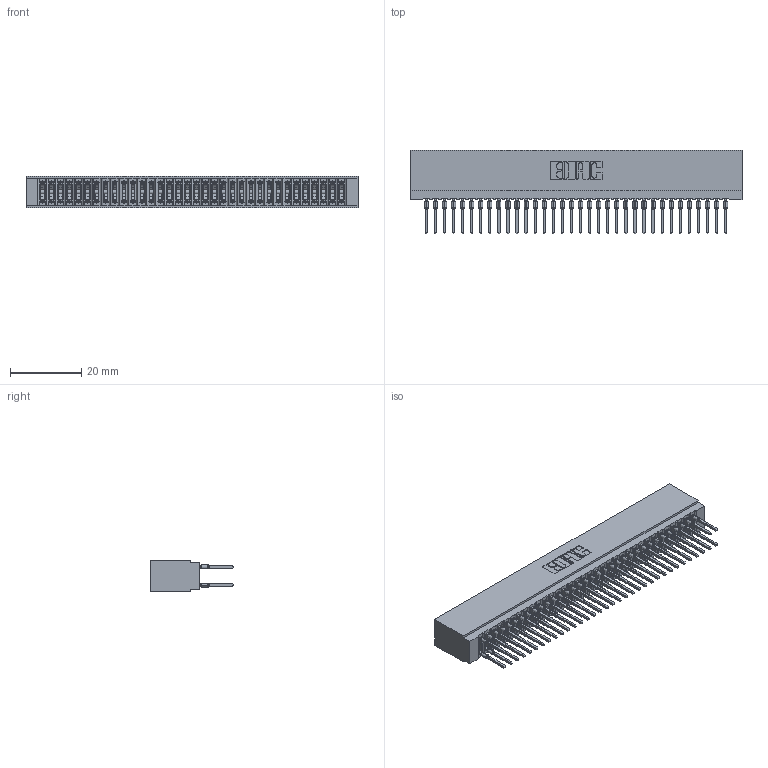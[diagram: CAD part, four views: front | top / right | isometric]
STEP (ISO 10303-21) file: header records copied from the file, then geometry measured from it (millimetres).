
FILE_DESCRIPTION (( 'STEP AP203' ), '1' );
FILE_NAME ('725-068-522-201.STEP', '2026-02-24T18:30:12', ( '' ), ( '' ), 'SwSTEP 2.0', 'SolidWorks 2023', '' );
FILE_SCHEMA (( 'CONFIG_CONTROL_DESIGN' ));
Length unit declared in the file: millimetre
Products named in the file (3): 745-292-001_522; 725-068-522-201; 725 Part_Insulator Option - 01
Assembly tree (69 placements, depth 2):
  725-068-522-201
    725 Part_Insulator Option - 01
    745-292-001_522  x68
Bounding box: 92.96 x 23.51 x 8.89 mm (x, y, z)
Volume: 7484.5 mm3; surface area: 15887.8 mm2
Topology: 69 solids, 69 shells, 6181 faces, 16608 edges, 10436 vertices
Faces by surface type: plane 3183, bspline 1360, cylinder 1230, torus 408
Entity records: 58296 total; most frequent: CARTESIAN_POINT 10615, ORIENTED_EDGE 10034, DIRECTION 8775, EDGE_CURVE 5017, LINE 4631, VECTOR 4631, VERTEX_POINT 3200, AXIS2_PLACEMENT_3D 2072
